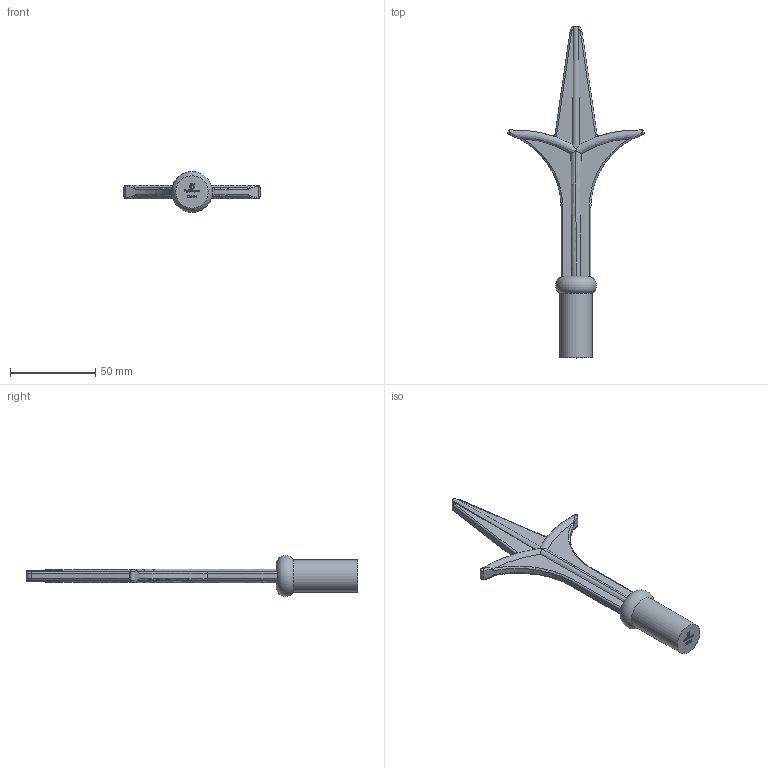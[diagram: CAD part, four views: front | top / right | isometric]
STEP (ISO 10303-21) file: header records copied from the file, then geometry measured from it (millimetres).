
FILE_DESCRIPTION (( 'STEP AP203' ), '1' );
FILE_NAME ('126-B-1.STEP', '2023-05-11T14:02:47', ( '' ), ( '' ), 'SwSTEP 2.0', 'SolidWorks 2018', '' );
FILE_SCHEMA (( 'CONFIG_CONTROL_DESIGN' ));
Length unit declared in the file: millimetre
Products named in the file (1): 126-B-1
Bounding box: 80 x 195 x 24 mm (x, y, z)
Volume: 32815.2 mm3; surface area: 12176.2 mm2
Topology: 1 solids, 1 shells, 306 faces, 838 edges, 556 vertices
Faces by surface type: plane 151, bspline 122, cylinder 18, torus 13, cone 2
Full cylindrical faces by diameter (mm): 19 x1
Entity records: 15152 total; most frequent: CARTESIAN_POINT 8261, ORIENTED_EDGE 1668, DIRECTION 964, EDGE_CURVE 834, VERTEX_POINT 554, VECTOR 474, LINE 474, EDGE_LOOP 330
